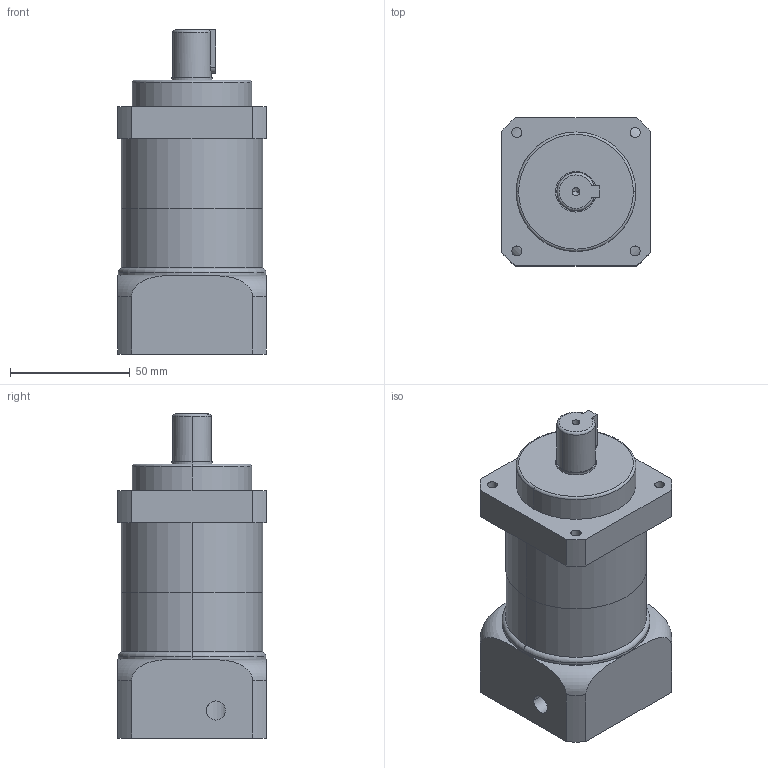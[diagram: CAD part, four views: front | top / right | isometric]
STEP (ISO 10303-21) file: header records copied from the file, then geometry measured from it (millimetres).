
FILE_DESCRIPTION (( 'STEP AP214' ), '1' );
FILE_NAME ('DN060-L2-XX-14-50-70-M5_2019.STEP', '2019-03-13T11:44:28', ( 'Y' ), ( 'NCU' ), 'SwSTEP 2.0', 'SolidWorks 2016', '' );
FILE_SCHEMA (( 'AUTOMOTIVE_DESIGN' ));
Length unit declared in the file: millimetre
Products named in the file (1): DN060-L2-XX-14-50-70-M5_2019
Bounding box: 62 x 62 x 135.5 mm (x, y, z)
Volume: 321177.3 mm3; surface area: 63770.1 mm2
Topology: 5 solids, 5 shells, 180 faces, 426 edges, 270 vertices
Faces by surface type: cylinder 81, plane 72, cone 18, torus 9
Entity records: 6355 total; most frequent: CARTESIAN_POINT 1307, DIRECTION 947, ORIENTED_EDGE 832, EDGE_CURVE 416, AXIS2_PLACEMENT_3D 366, VERTEX_POINT 270, EDGE_LOOP 216, LINE 215
